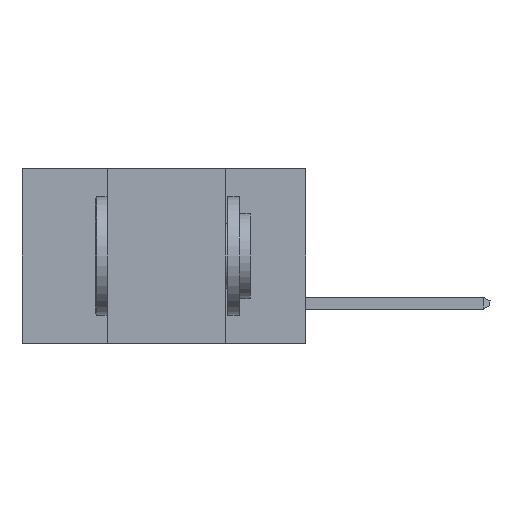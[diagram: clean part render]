
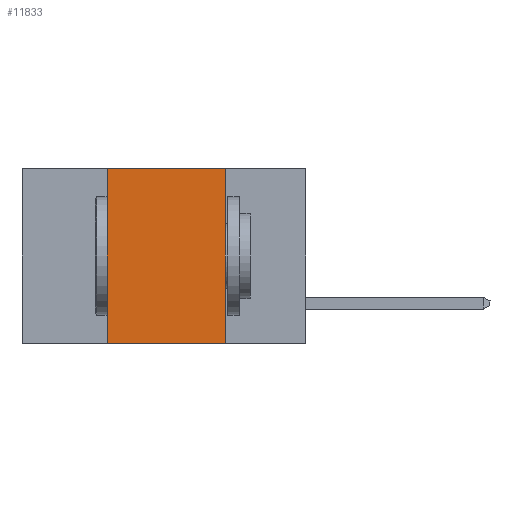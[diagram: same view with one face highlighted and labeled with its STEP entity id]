
A CAD part, left-side view. The second image highlights one B-rep face of the part: STEP entity #11833.
In plain terms, the highlighted planar face has unit normal (-1, 0, 0).
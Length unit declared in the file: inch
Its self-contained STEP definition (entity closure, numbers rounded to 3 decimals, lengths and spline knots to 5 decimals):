
#1202 = DIRECTION ( 'NONE',  ( 0., -1., 0. ) ) ;
#1362 = DIRECTION ( 'NONE',  ( 0., 0., 1. ) ) ;
#2210 = LINE ( 'NONE', #21581, #10627 ) ;
#3074 = CARTESIAN_POINT ( 'NONE',  ( 0., 0.17, -0.37 ) ) ;
#4261 = DIRECTION ( 'NONE',  ( 0., 0., -1. ) ) ;
#4494 = ORIENTED_EDGE ( 'NONE', *, *, #7554, .T. ) ;
#5269 = LINE ( 'NONE', #21726, #19513 ) ;
#5278 = ORIENTED_EDGE ( 'NONE', *, *, #17259, .F. ) ;
#6827 = CARTESIAN_POINT ( 'NONE',  ( 0., 0.6, 0. ) ) ;
#7554 = EDGE_CURVE ( 'NONE', #18297, #19214, #2210, .T. ) ;
#8639 = VECTOR ( 'NONE', #12162, 39.37008 ) ;
#9274 = CARTESIAN_POINT ( 'NONE',  ( 0., 0.42, 0. ) ) ;
#10097 = VERTEX_POINT ( 'NONE', #9274 ) ;
#10627 = VECTOR ( 'NONE', #1202, 39.37008 ) ;
#10644 = LINE ( 'NONE', #11677, #15018 ) ;
#10749 = VERTEX_POINT ( 'NONE', #22906 ) ;
#11580 = LINE ( 'NONE', #6827, #8639 ) ;
#11677 = CARTESIAN_POINT ( 'NONE',  ( 0., 0.17, 0. ) ) ;
#11833 = ADVANCED_FACE ( 'NONE', ( #12176 ), #12532, .F. ) ;
#12162 = DIRECTION ( 'NONE',  ( 0., -1., 0. ) ) ;
#12176 = FACE_OUTER_BOUND ( 'NONE', #17235, .T. ) ;
#12298 = AXIS2_PLACEMENT_3D ( 'NONE', #18033, #14460, #17955 ) ;
#12532 = PLANE ( 'NONE',  #12298 ) ;
#14460 = DIRECTION ( 'NONE',  ( 1., 0., 0. ) ) ;
#14468 = ORIENTED_EDGE ( 'NONE', *, *, #22769, .F. ) ;
#15018 = VECTOR ( 'NONE', #4261, 39.37008 ) ;
#16693 = CARTESIAN_POINT ( 'NONE',  ( 0., 0.42, -0.37 ) ) ;
#17235 = EDGE_LOOP ( 'NONE', ( #22448, #5278, #14468, #4494 ) ) ;
#17259 = EDGE_CURVE ( 'NONE', #10097, #10749, #11580, .T. ) ;
#17955 = DIRECTION ( 'NONE',  ( 0., 0., -1. ) ) ;
#18033 = CARTESIAN_POINT ( 'NONE',  ( 0., 0.6, 0. ) ) ;
#18297 = VERTEX_POINT ( 'NONE', #16693 ) ;
#19214 = VERTEX_POINT ( 'NONE', #3074 ) ;
#19513 = VECTOR ( 'NONE', #1362, 39.37008 ) ;
#21581 = CARTESIAN_POINT ( 'NONE',  ( 0., 0.6, -0.37 ) ) ;
#21677 = EDGE_CURVE ( 'NONE', #10749, #19214, #10644, .T. ) ;
#21726 = CARTESIAN_POINT ( 'NONE',  ( 0., 0.42, 0. ) ) ;
#22448 = ORIENTED_EDGE ( 'NONE', *, *, #21677, .F. ) ;
#22769 = EDGE_CURVE ( 'NONE', #18297, #10097, #5269, .T. ) ;
#22906 = CARTESIAN_POINT ( 'NONE',  ( 0., 0.17, 0. ) ) ;
